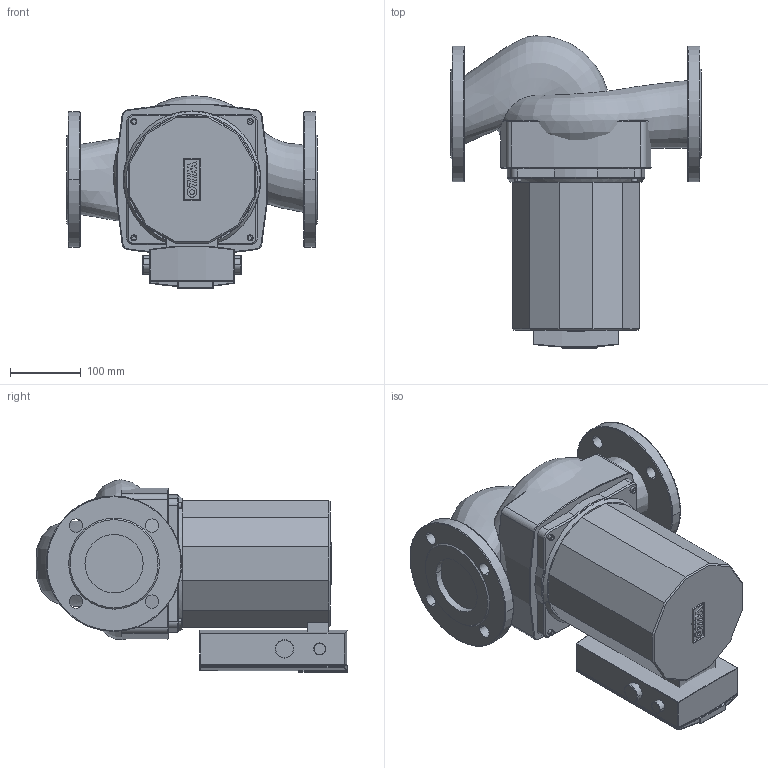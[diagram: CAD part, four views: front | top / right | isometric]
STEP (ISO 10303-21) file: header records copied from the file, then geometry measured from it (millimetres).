
FILE_DESCRIPTION((''),'2;1');
FILE_NAME('3d_TOP-S 3x70 208_230V-2067597.stp','2009-12-21T09:01:09',(''),(''),'Mechanical Desktop 2008','Mechanical Desktop 2008',', , ');
FILE_SCHEMA(('CONFIG_CONTROL_DESIGN'));
Length unit declared in the file: inch
Products named in the file (1): Product
Bounding box: 355.6 x 442.39 x 273.01 mm (x, y, z)
Volume: 16054582.7 mm3; surface area: 763954.2 mm2
Topology: 11 solids, 11 shells, 391 faces, 915 edges, 550 vertices
Faces by surface type: plane 182, cylinder 93, bspline 44, cone 28, torus 22, sphere 22
Entity records: 18581 total; most frequent: CARTESIAN_POINT 9595, DIRECTION 1900, ORIENTED_EDGE 1802, EDGE_CURVE 901, AXIS2_PLACEMENT_3D 701, VERTEX_POINT 550, VECTOR 498, LINE 498
